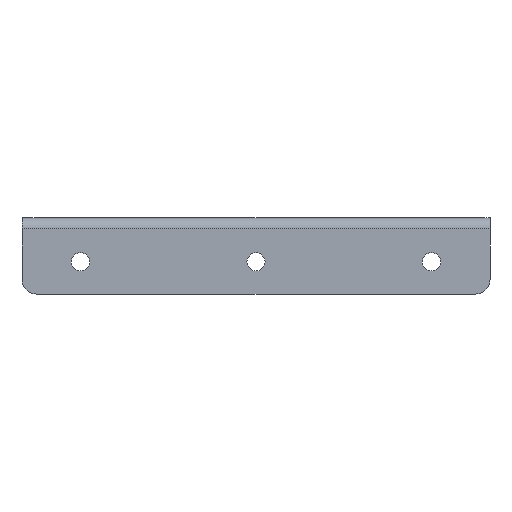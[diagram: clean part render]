
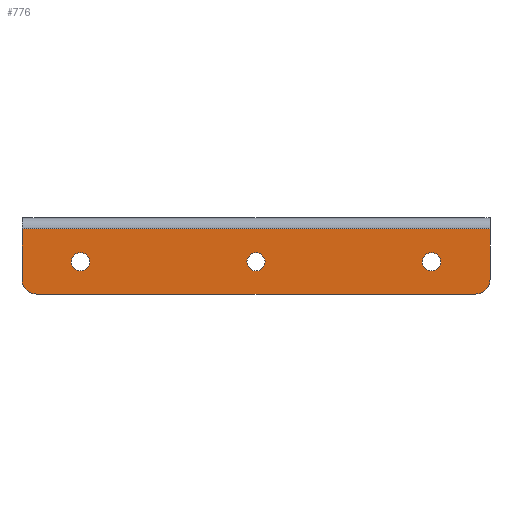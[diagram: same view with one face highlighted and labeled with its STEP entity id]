
A CAD part, front view. The second image highlights one B-rep face of the part: STEP entity #776.
In plain terms, the highlighted planar face has unit normal (0, -1, 0).
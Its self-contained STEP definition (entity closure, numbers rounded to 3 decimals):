
#13 = FACE_BOUND ( 'NONE', #684, .T. ) ;
#14 = AXIS2_PLACEMENT_3D ( 'NONE', #138, #953, #872 ) ;
#21 = VERTEX_POINT ( 'NONE', #806 ) ;
#29 = EDGE_CURVE ( 'NONE', #569, #846, #492, .T. ) ;
#45 = DIRECTION ( 'NONE',  ( 0., 0., 1. ) ) ;
#48 = CARTESIAN_POINT ( 'NONE',  ( 80., 0., -26. ) ) ;
#51 = VERTEX_POINT ( 'NONE', #513 ) ;
#57 = DIRECTION ( 'NONE',  ( 0., 0., 1. ) ) ;
#73 = EDGE_LOOP ( 'NONE', ( #234, #479, #342, #485, #832, #335 ) ) ;
#82 = DIRECTION ( 'NONE',  ( 0., 1., 0. ) ) ;
#100 = CARTESIAN_POINT ( 'NONE',  ( -80., 0., -21. ) ) ;
#114 = CARTESIAN_POINT ( 'NONE',  ( 80., 0., -21. ) ) ;
#115 = ORIENTED_EDGE ( 'NONE', *, *, #773, .T. ) ;
#127 = VERTEX_POINT ( 'NONE', #869 ) ;
#134 = PLANE ( 'NONE',  #403 ) ;
#138 = CARTESIAN_POINT ( 'NONE',  ( 60., 0., -15. ) ) ;
#146 = EDGE_CURVE ( 'NONE', #21, #51, #781, .T. ) ;
#147 = VERTEX_POINT ( 'NONE', #398 ) ;
#159 = ORIENTED_EDGE ( 'NONE', *, *, #910, .T. ) ;
#185 = CARTESIAN_POINT ( 'NONE',  ( 80., 0., -3.7 ) ) ;
#186 = CARTESIAN_POINT ( 'NONE',  ( -80., 0., -3.7 ) ) ;
#188 = CARTESIAN_POINT ( 'NONE',  ( 60., 0., -11.9 ) ) ;
#193 = ORIENTED_EDGE ( 'NONE', *, *, #839, .T. ) ;
#198 = CARTESIAN_POINT ( 'NONE',  ( -75., 0., -21. ) ) ;
#225 = CARTESIAN_POINT ( 'NONE',  ( 75., 0., -21. ) ) ;
#234 = ORIENTED_EDGE ( 'NONE', *, *, #532, .T. ) ;
#238 = DIRECTION ( 'NONE',  ( 0., 1., 0. ) ) ;
#240 = CIRCLE ( 'NONE', #670, 3.1 ) ;
#249 = EDGE_CURVE ( 'NONE', #603, #853, #765, .T. ) ;
#262 = DIRECTION ( 'NONE',  ( 0., 0., -1. ) ) ;
#284 = EDGE_CURVE ( 'NONE', #866, #849, #354, .T. ) ;
#289 = CARTESIAN_POINT ( 'NONE',  ( 80., 0., -3.7 ) ) ;
#291 = AXIS2_PLACEMENT_3D ( 'NONE', #322, #306, #873 ) ;
#292 = VECTOR ( 'NONE', #262, 1000. ) ;
#296 = ORIENTED_EDGE ( 'NONE', *, *, #146, .T. ) ;
#302 = VECTOR ( 'NONE', #498, 1000. ) ;
#306 = DIRECTION ( 'NONE',  ( 0., 1., 0. ) ) ;
#312 = CARTESIAN_POINT ( 'NONE',  ( 0., 0., -15. ) ) ;
#322 = CARTESIAN_POINT ( 'NONE',  ( -60., 0., -15. ) ) ;
#335 = ORIENTED_EDGE ( 'NONE', *, *, #609, .T. ) ;
#342 = ORIENTED_EDGE ( 'NONE', *, *, #284, .F. ) ;
#344 = CARTESIAN_POINT ( 'NONE',  ( 60., 0., -15. ) ) ;
#351 = AXIS2_PLACEMENT_3D ( 'NONE', #409, #497, #971 ) ;
#354 = LINE ( 'NONE', #48, #302 ) ;
#366 = VERTEX_POINT ( 'NONE', #186 ) ;
#398 = CARTESIAN_POINT ( 'NONE',  ( 0., 0., -11.9 ) ) ;
#400 = EDGE_CURVE ( 'NONE', #877, #849, #540, .T. ) ;
#403 = AXIS2_PLACEMENT_3D ( 'NONE', #455, #675, #939 ) ;
#409 = CARTESIAN_POINT ( 'NONE',  ( 0., 0., -15. ) ) ;
#412 = ORIENTED_EDGE ( 'NONE', *, *, #514, .T. ) ;
#421 = DIRECTION ( 'NONE',  ( -1., 0., 0. ) ) ;
#423 = DIRECTION ( 'NONE',  ( 0., -1., 0. ) ) ;
#424 = DIRECTION ( 'NONE',  ( 0., -1., 0. ) ) ;
#434 = CARTESIAN_POINT ( 'NONE',  ( 60., 0., -18.1 ) ) ;
#440 = CIRCLE ( 'NONE', #14, 3.1 ) ;
#450 = LINE ( 'NONE', #600, #292 ) ;
#455 = CARTESIAN_POINT ( 'NONE',  ( 80., 0., 0. ) ) ;
#460 = AXIS2_PLACEMENT_3D ( 'NONE', #312, #82, #45 ) ;
#462 = DIRECTION ( 'NONE',  ( 0., 0., 1. ) ) ;
#479 = ORIENTED_EDGE ( 'NONE', *, *, #400, .T. ) ;
#485 = ORIENTED_EDGE ( 'NONE', *, *, #861, .T. ) ;
#492 = LINE ( 'NONE', #522, #651 ) ;
#497 = DIRECTION ( 'NONE',  ( 0., 1., 0. ) ) ;
#498 = DIRECTION ( 'NONE',  ( -1., 0., 0. ) ) ;
#510 = AXIS2_PLACEMENT_3D ( 'NONE', #198, #423, #57 ) ;
#513 = CARTESIAN_POINT ( 'NONE',  ( -60., 0., -11.9 ) ) ;
#514 = EDGE_CURVE ( 'NONE', #853, #603, #440, .T. ) ;
#522 = CARTESIAN_POINT ( 'NONE',  ( 80., 0., 0. ) ) ;
#530 = FACE_OUTER_BOUND ( 'NONE', #73, .T. ) ;
#532 = EDGE_CURVE ( 'NONE', #366, #877, #450, .T. ) ;
#540 = CIRCLE ( 'NONE', #510, 5. ) ;
#547 = FACE_BOUND ( 'NONE', #706, .T. ) ;
#551 = FACE_BOUND ( 'NONE', #555, .T. ) ;
#555 = EDGE_LOOP ( 'NONE', ( #159, #296 ) ) ;
#569 = VERTEX_POINT ( 'NONE', #289 ) ;
#578 = CARTESIAN_POINT ( 'NONE',  ( -60., 0., -15. ) ) ;
#584 = AXIS2_PLACEMENT_3D ( 'NONE', #225, #424, #462 ) ;
#597 = CIRCLE ( 'NONE', #584, 5. ) ;
#600 = CARTESIAN_POINT ( 'NONE',  ( -80., 0., 0. ) ) ;
#603 = VERTEX_POINT ( 'NONE', #434 ) ;
#609 = EDGE_CURVE ( 'NONE', #569, #366, #943, .T. ) ;
#631 = DIRECTION ( 'NONE',  ( 0., 1., 0. ) ) ;
#651 = VECTOR ( 'NONE', #811, 1000. ) ;
#670 = AXIS2_PLACEMENT_3D ( 'NONE', #578, #238, #852 ) ;
#675 = DIRECTION ( 'NONE',  ( 0., 1., 0. ) ) ;
#684 = EDGE_LOOP ( 'NONE', ( #115, #193 ) ) ;
#688 = CIRCLE ( 'NONE', #351, 3.1 ) ;
#701 = DIRECTION ( 'NONE',  ( 0., 0., 1. ) ) ;
#706 = EDGE_LOOP ( 'NONE', ( #412, #750 ) ) ;
#716 = CARTESIAN_POINT ( 'NONE',  ( -75., 0., -26. ) ) ;
#739 = VECTOR ( 'NONE', #421, 1000. ) ;
#750 = ORIENTED_EDGE ( 'NONE', *, *, #249, .T. ) ;
#765 = CIRCLE ( 'NONE', #850, 3.1 ) ;
#773 = EDGE_CURVE ( 'NONE', #147, #127, #898, .T. ) ;
#776 = ADVANCED_FACE ( 'NONE', ( #551, #547, #13, #530 ), #134, .F. ) ;
#781 = CIRCLE ( 'NONE', #291, 3.1 ) ;
#806 = CARTESIAN_POINT ( 'NONE',  ( -60., 0., -18.1 ) ) ;
#811 = DIRECTION ( 'NONE',  ( 0., 0., -1. ) ) ;
#832 = ORIENTED_EDGE ( 'NONE', *, *, #29, .F. ) ;
#839 = EDGE_CURVE ( 'NONE', #127, #147, #688, .T. ) ;
#840 = CARTESIAN_POINT ( 'NONE',  ( 75., 0., -26. ) ) ;
#846 = VERTEX_POINT ( 'NONE', #114 ) ;
#849 = VERTEX_POINT ( 'NONE', #716 ) ;
#850 = AXIS2_PLACEMENT_3D ( 'NONE', #344, #631, #701 ) ;
#852 = DIRECTION ( 'NONE',  ( 0., 0., 1. ) ) ;
#853 = VERTEX_POINT ( 'NONE', #188 ) ;
#861 = EDGE_CURVE ( 'NONE', #866, #846, #597, .T. ) ;
#866 = VERTEX_POINT ( 'NONE', #840 ) ;
#869 = CARTESIAN_POINT ( 'NONE',  ( 0., 0., -18.1 ) ) ;
#872 = DIRECTION ( 'NONE',  ( 0., 0., 1. ) ) ;
#873 = DIRECTION ( 'NONE',  ( 0., 0., 1. ) ) ;
#877 = VERTEX_POINT ( 'NONE', #100 ) ;
#898 = CIRCLE ( 'NONE', #460, 3.1 ) ;
#910 = EDGE_CURVE ( 'NONE', #51, #21, #240, .T. ) ;
#939 = DIRECTION ( 'NONE',  ( 0., 0., 1. ) ) ;
#943 = LINE ( 'NONE', #185, #739 ) ;
#953 = DIRECTION ( 'NONE',  ( 0., 1., 0. ) ) ;
#971 = DIRECTION ( 'NONE',  ( 0., 0., 1. ) ) ;
